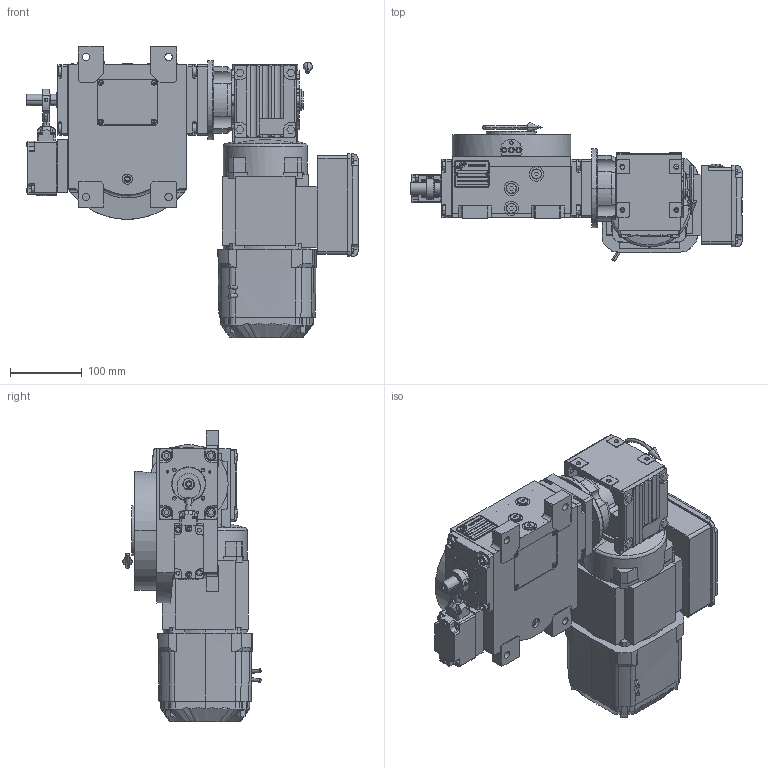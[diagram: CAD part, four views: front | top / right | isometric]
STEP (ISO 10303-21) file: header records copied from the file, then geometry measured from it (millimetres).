
FILE_DESCRIPTION (( 'STEP AP214' ), '1' );
FILE_NAME ('PC5200389.step', '2024-06-13T12:33:51', ( '' ), ( '' ), 'SwSTEP 2.0', 'SolidWorks 2020', '' );
FILE_SCHEMA (( 'AUTOMOTIVE_DESIGN' ));
Length unit declared in the file: millimetre
Products named in the file (85): rig04_007_master; cfn2476_01_001_48x38; cfn2276_01_065; RIG06_021_AF0.stp; AS_900_38_30_003; cfn2128_04_011; cfn2151_01_087; cfn2000_01_129; cfn2003_01_063; CFN2356_03_051.stp; cfn2000_01_147; rig04_003_6; cfn2115_02_068; AS_cfn2476_01_001_48x38; 900_38_11_020; cfn2107_01_001; cfn2073_01_011; rig04_004_s_002; PC5200389; AS_rig04_015; CFN2155_01_007.stp; cfn2070_05_001; AS_cfn2400_01_001; freccia_angolare; cfn2155_01_038; olio_agip_blasia_150; CFN2010_02_002.stp; rig04_004_s_001; AS_rig04_004; CFN2000_01_185.stp; cfn2000_01_168; AS_rig04_002_bl_007; cfn2000_01_161; rig04_002_bl_007; 900_38_30_003; cfn2077_01_018; AS_cfn2000_01_168; rig04_004; WAF20DRN71MS4BE03HR_A_180; rig04_001_a ...
Assembly tree (82 placements, depth 5):
  rig04_007_master
  cfn2276_01_065
  cfn2151_01_087
  CFN2356_03_051.stp
  PC5200389
    rig04_001_a
    AS_cfn2476_01_001_48x38
      cfn2476_01_001_48x38
      cfn2107_01_001
      cfn2107_01_001
    AS_rig04_071_6_m
      rig04_071_6_m.stp
        RIG04_005_ASM.stp
          RIG04_005_AF0.stp
          RIG06_021_AF0.stp
          CFN2000_01_185.stp
          CFN2000_01_185.stp
          CFN2104_02_017.stp
        CFN2155_01_007.stp
        CFN2010_02_002.stp
      rig04_003_6
      cfn2000_01_147
      cfn2000_01_147
      cfn2000_01_147
      cfn2000_01_147
      cfn2000_01_147
      cfn2000_01_147
      cfn2000_01_147
      cfn2000_01_147
      cfn2104_01_016  x2
    cfn2073_01_011
    AS_rig04_004_s_002
      rig04_004_s_002
      cfn2155_01_038
      cfn2070_05_001
      cfn2000_01_129
      cfn2000_01_129  x2
      cfn2000_01_129
    AS_rig04_004
      rig04_004
      cfn2155_01_055
      cfn2070_05_001
      cfn2000_01_129  x2
      cfn2000_01_129
      cfn2000_01_129
    AS_rig04_002_bl_007
      rig04_002_bl_007
      cfn2115_02_068
    AS_rig04_004_s_001
      rig04_004_s_001
      cfn2000_01_129
      cfn2000_01_129
      cfn2000_01_129  x2
    cfn2128_04_011
    cfn2128_04_011
    cfn2128_04_011
    cfn2128_05_006
    AS_rig04_015
      rig04_015
      cfn2003_01_063
Bounding box: 462 x 192.32 x 405.9 mm (x, y, z)
Volume: 7324256.3 mm3; surface area: 785480.7 mm2
Topology: 82 solids, 88 shells, 3262 faces, 8258 edges, 5335 vertices
Faces by surface type: plane 1621, cylinder 1101, cone 451, torus 43, bspline 34, sphere 12
Entity records: 105019 total; most frequent: CARTESIAN_POINT 24878, DIRECTION 15988, ORIENTED_EDGE 15578, EDGE_CURVE 7789, AXIS2_PLACEMENT_3D 5609, VERTEX_POINT 5082, VECTOR 4770, LINE 4770
